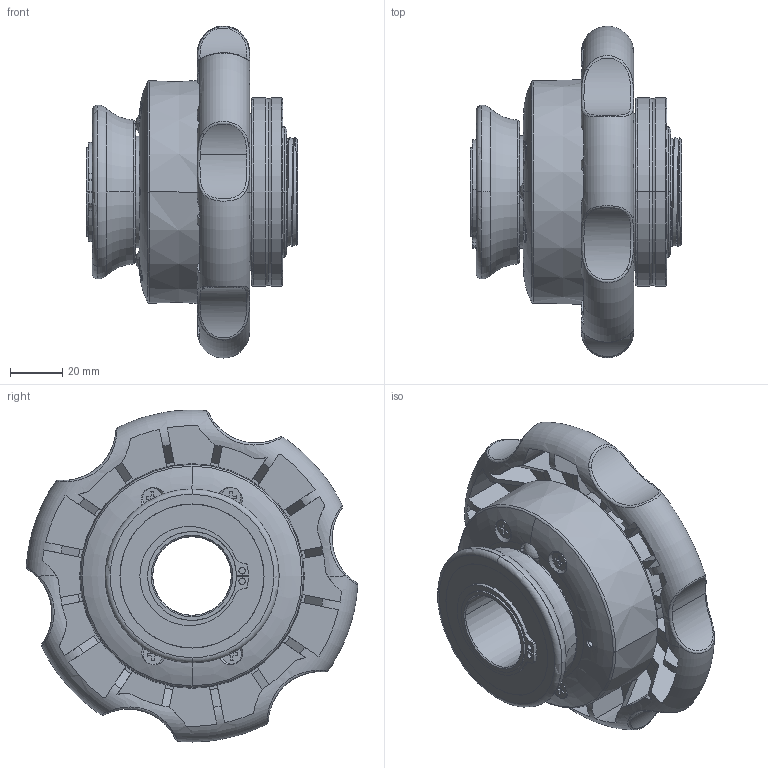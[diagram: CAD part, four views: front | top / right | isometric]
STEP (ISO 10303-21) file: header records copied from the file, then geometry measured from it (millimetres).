
FILE_DESCRIPTION (( 'STEP AP214' ), '1' );
FILE_NAME ('EL-III-30-S-00.STEP', '2020-10-20T11:14:29', ( '' ), ( '' ), 'SwSTEP 2.0', 'SolidWorks 2020', '' );
FILE_SCHEMA (( 'AUTOMOTIVE_DESIGN' ));
Length unit declared in the file: millimetre
Products named in the file (1): EL-III-30-S-00
Bounding box: 80.8 x 126.81 x 127 mm (x, y, z)
Volume: 243290.8 mm3; surface area: 136640.3 mm2
Topology: 32 solids, 32 shells, 1331 faces, 3544 edges, 2294 vertices
Faces by surface type: plane 552, cylinder 376, bspline 295, cone 84, torus 20, sphere 4
Entity records: 68925 total; most frequent: CARTESIAN_POINT 34648, ORIENTED_EDGE 6932, DIRECTION 5478, EDGE_CURVE 3466, VERTEX_POINT 2288, VECTOR 1894, LINE 1894, AXIS2_PLACEMENT_3D 1792
